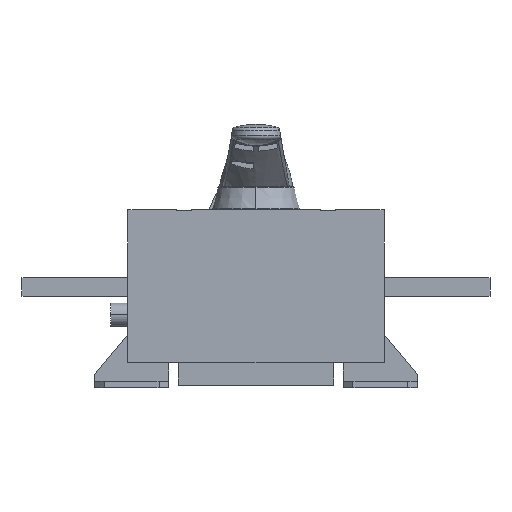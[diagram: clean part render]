
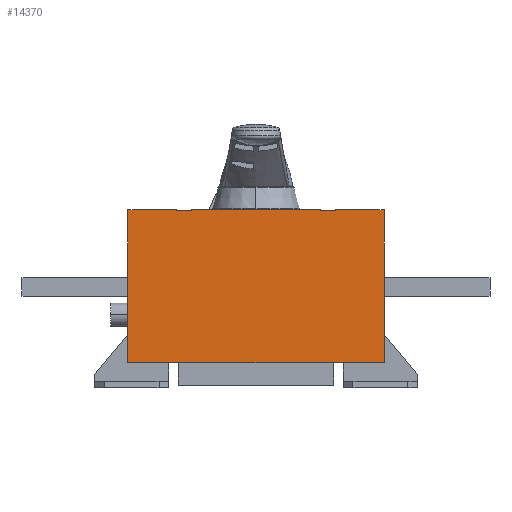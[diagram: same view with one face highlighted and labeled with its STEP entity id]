
A CAD part, front view. The second image highlights one B-rep face of the part: STEP entity #14370.
In plain terms, the highlighted planar face has unit normal (0, -1, 0).
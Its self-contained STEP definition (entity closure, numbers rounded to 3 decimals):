
#575=DIRECTION('',(0.,0.,-1.));
#576=VECTOR('',#575,122.999);
#577=CARTESIAN_POINT('',(134.662,-306.113,114.5));
#578=LINE('',#577,#576);
#579=DIRECTION('',(0.,0.,1.));
#580=VECTOR('',#579,122.999);
#581=CARTESIAN_POINT('',(-71.338,-306.113,
-8.499));
#582=LINE('',#581,#580);
#583=DIRECTION('',(-1.,0.,0.));
#584=VECTOR('',#583,12.2);
#585=CARTESIAN_POINT('',(-19.839,-306.113,113.8));
#586=LINE('',#585,#584);
#587=CARTESIAN_POINT('',(-19.839,-306.113,114.5));
#588=CARTESIAN_POINT('',(-19.839,-306.113,114.422));
#589=CARTESIAN_POINT('',(-19.838,-306.113,114.267));
#590=CARTESIAN_POINT('',(-19.838,-306.113,114.033));
#591=CARTESIAN_POINT('',(-19.839,-306.113,113.878));
#592=CARTESIAN_POINT('',(-19.839,-306.113,113.8));
#594=DIRECTION('',(-1.,0.,0.));
#595=VECTOR('',#594,103.);
#596=CARTESIAN_POINT('',(83.161,-306.113,114.5));
#597=LINE('',#596,#595);
#598=CARTESIAN_POINT('',(83.161,-306.113,113.8));
#599=CARTESIAN_POINT('',(83.161,-306.113,113.878));
#600=CARTESIAN_POINT('',(83.162,-306.113,114.033));
#601=CARTESIAN_POINT('',(83.162,-306.113,114.267));
#602=CARTESIAN_POINT('',(83.161,-306.113,114.422));
#603=CARTESIAN_POINT('',(83.161,-306.113,114.5));
#605=DIRECTION('',(-1.,0.,0.));
#606=VECTOR('',#605,12.2);
#607=CARTESIAN_POINT('',(95.361,-306.113,113.8));
#608=LINE('',#607,#606);
#609=CARTESIAN_POINT('',(95.361,-306.113,114.5));
#610=CARTESIAN_POINT('',(95.361,-306.113,114.422));
#611=CARTESIAN_POINT('',(95.362,-306.113,114.267));
#612=CARTESIAN_POINT('',(95.362,-306.113,114.033));
#613=CARTESIAN_POINT('',(95.361,-306.113,113.878));
#614=CARTESIAN_POINT('',(95.361,-306.113,113.8));
#616=DIRECTION('',(-1.,0.,0.));
#617=VECTOR('',#616,39.3);
#618=CARTESIAN_POINT('',(134.662,-306.113,114.5));
#619=LINE('',#618,#617);
#636=DIRECTION('',(-1.,0.,0.));
#637=VECTOR('',#636,206.);
#638=CARTESIAN_POINT('',(134.662,-306.113,-8.499));
#639=LINE('',#638,#637);
#1440=DIRECTION('',(1.,0.,0.));
#1441=VECTOR('',#1440,39.3);
#1442=CARTESIAN_POINT('',(-71.338,-306.113,
114.5));
#1443=LINE('',#1442,#1441);
#1448=CARTESIAN_POINT('',(-32.039,-306.113,
114.5));
#1449=CARTESIAN_POINT('',(-32.039,-306.113,
114.422));
#1450=CARTESIAN_POINT('',(-32.038,-306.113,
114.267));
#1451=CARTESIAN_POINT('',(-32.038,-306.113,
114.033));
#1452=CARTESIAN_POINT('',(-32.039,-306.113,
113.878));
#1453=CARTESIAN_POINT('',(-32.039,-306.113,
113.8));
#12345=CARTESIAN_POINT('',(134.662,-306.113,
114.5));
#12346=CARTESIAN_POINT('',(95.361,-306.113,
114.5));
#12347=VERTEX_POINT('',#12345);
#12348=VERTEX_POINT('',#12346);
#12349=VERTEX_POINT('',#614);
#12350=CARTESIAN_POINT('',(83.161,-306.113,
113.8));
#12351=VERTEX_POINT('',#12350);
#12352=VERTEX_POINT('',#603);
#12353=CARTESIAN_POINT('',(-19.839,-306.113,
114.5));
#12354=VERTEX_POINT('',#12353);
#12355=VERTEX_POINT('',#592);
#12356=CARTESIAN_POINT('',(-32.039,-306.113,
113.8));
#12357=VERTEX_POINT('',#12356);
#12358=VERTEX_POINT('',#1448);
#12359=CARTESIAN_POINT('',(-71.338,-306.113,
114.5));
#12360=VERTEX_POINT('',#12359);
#12625=CARTESIAN_POINT('',(134.662,-306.113,
-8.499));
#12626=VERTEX_POINT('',#12625);
#12627=CARTESIAN_POINT('',(-71.338,-306.113,
-8.499));
#12628=VERTEX_POINT('',#12627);
#14341=CARTESIAN_POINT('',(31.662,-306.113,
-23.));
#14342=DIRECTION('',(0.,-1.,0.));
#14343=DIRECTION('',(1.,0.,0.));
#14344=AXIS2_PLACEMENT_3D('',#14341,#14342,#14343);
#14345=PLANE('',#14344);
#14346=ORIENTED_EDGE('',*,*,#14176,.T.);
#14348=ORIENTED_EDGE('',*,*,#14347,.T.);
#14349=ORIENTED_EDGE('',*,*,#14262,.T.);
#14351=ORIENTED_EDGE('',*,*,#14350,.T.);
#14353=ORIENTED_EDGE('',*,*,#14352,.T.);
#14355=ORIENTED_EDGE('',*,*,#14354,.F.);
#14357=ORIENTED_EDGE('',*,*,#14356,.F.);
#14359=ORIENTED_EDGE('',*,*,#14358,.F.);
#14361=ORIENTED_EDGE('',*,*,#14360,.F.);
#14363=ORIENTED_EDGE('',*,*,#14362,.F.);
#14365=ORIENTED_EDGE('',*,*,#14364,.F.);
#14367=ORIENTED_EDGE('',*,*,#14366,.F.);
#14368=EDGE_LOOP('',(#14346,#14348,#14349,#14351,#14353,#14355,#14357,#14359,
#14361,#14363,#14365,#14367));
#14369=FACE_OUTER_BOUND('',#14368,.F.);
#593=B_SPLINE_CURVE_WITH_KNOTS('',3,(#587,#588,#589,#590,#591,#592),
.UNSPECIFIED.,.F.,.F.,(4,1,1,4),(0.,0.333,0.667,1.),
.UNSPECIFIED.);
#604=B_SPLINE_CURVE_WITH_KNOTS('',3,(#598,#599,#600,#601,#602,#603),
.UNSPECIFIED.,.F.,.F.,(4,1,1,4),(0.,0.333,0.667,1.),
.UNSPECIFIED.);
#615=B_SPLINE_CURVE_WITH_KNOTS('',3,(#609,#610,#611,#612,#613,#614),
.UNSPECIFIED.,.F.,.F.,(4,1,1,4),(0.,0.333,0.667,1.),
.UNSPECIFIED.);
#1454=B_SPLINE_CURVE_WITH_KNOTS('',3,(#1448,#1449,#1450,#1451,#1452,#1453),
.UNSPECIFIED.,.F.,.F.,(4,1,1,4),(0.,0.333,0.667,1.),
.UNSPECIFIED.);
#14176=EDGE_CURVE('',#12347,#12626,#578,.T.);
#14262=EDGE_CURVE('',#12628,#12360,#582,.T.);
#14347=EDGE_CURVE('',#12626,#12628,#639,.T.);
#14350=EDGE_CURVE('',#12360,#12358,#1443,.T.);
#14352=EDGE_CURVE('',#12358,#12357,#1454,.T.);
#14354=EDGE_CURVE('',#12355,#12357,#586,.T.);
#14356=EDGE_CURVE('',#12354,#12355,#593,.T.);
#14358=EDGE_CURVE('',#12352,#12354,#597,.T.);
#14360=EDGE_CURVE('',#12351,#12352,#604,.T.);
#14362=EDGE_CURVE('',#12349,#12351,#608,.T.);
#14364=EDGE_CURVE('',#12348,#12349,#615,.T.);
#14366=EDGE_CURVE('',#12347,#12348,#619,.T.);
#14370=ADVANCED_FACE('',(#14369),#14345,.T.);
